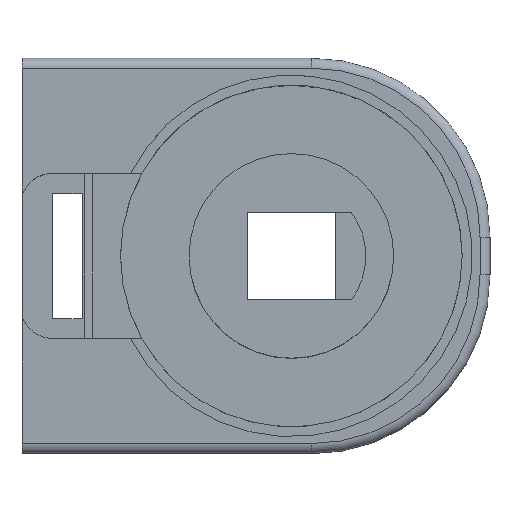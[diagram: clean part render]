
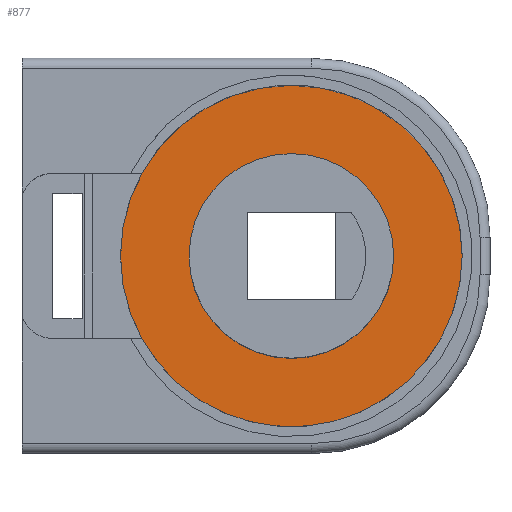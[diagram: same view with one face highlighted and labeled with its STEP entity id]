
A CAD part, top view. The second image highlights one B-rep face of the part: STEP entity #877.
In plain terms, the highlighted planar face has unit normal (0, 0, 1).
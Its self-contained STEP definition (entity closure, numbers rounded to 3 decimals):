
#18=FACE_BOUND('',#132,.T.);
#38=PLANE('',#974);
#81=FACE_OUTER_BOUND('',#131,.T.);
#131=EDGE_LOOP('',(#756));
#132=EDGE_LOOP('',(#757));
#353=CIRCLE('',#975,17.2);
#354=CIRCLE('',#976,10.3);
#432=VERTEX_POINT('',#1471);
#433=VERTEX_POINT('',#1473);
#546=EDGE_CURVE('',#432,#432,#353,.T.);
#547=EDGE_CURVE('',#433,#433,#354,.T.);
#756=ORIENTED_EDGE('',*,*,#546,.T.);
#757=ORIENTED_EDGE('',*,*,#547,.T.);
#877=ADVANCED_FACE('',(#81,#18),#38,.F.);
#974=AXIS2_PLACEMENT_3D('',#1470,#1199,#1200);
#975=AXIS2_PLACEMENT_3D('',#1472,#1201,#1202);
#976=AXIS2_PLACEMENT_3D('',#1474,#1203,#1204);
#1199=DIRECTION('center_axis',(0.,0.,
-1.));
#1200=DIRECTION('ref_axis',(1.,0.,0.));
#1201=DIRECTION('center_axis',(0.,0.,
1.));
#1202=DIRECTION('ref_axis',(-1.,0.,0.));
#1203=DIRECTION('center_axis',(0.,0.,
-1.));
#1204=DIRECTION('ref_axis',(-1.,0.,0.));
#1470=CARTESIAN_POINT('Origin',(56.907,-64.103,-6.4));
#1471=CARTESIAN_POINT('',(77.664,-64.103,-6.4));
#1472=CARTESIAN_POINT('Origin',(60.464,-64.103,-6.4));
#1473=CARTESIAN_POINT('',(70.764,-64.103,-6.4));
#1474=CARTESIAN_POINT('Origin',(60.464,-64.103,-6.4));
